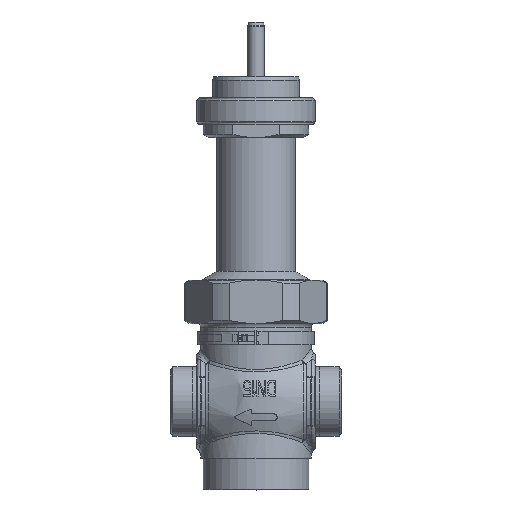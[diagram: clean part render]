
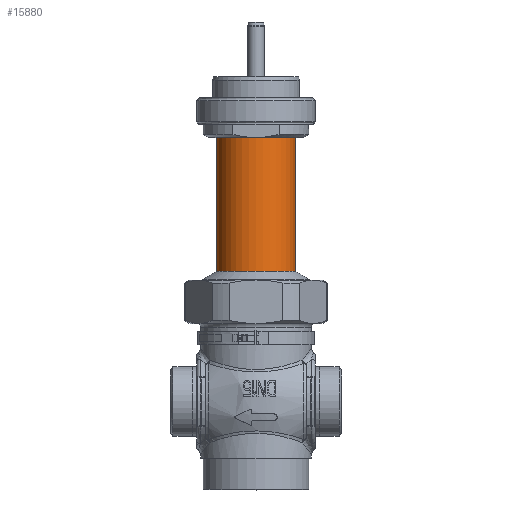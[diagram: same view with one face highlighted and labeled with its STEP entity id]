
A CAD part, top view. The second image highlights one B-rep face of the part: STEP entity #15880.
In plain terms, the highlighted cylindrical face has radius 15 mm (diameter 30 mm), a partial arc.
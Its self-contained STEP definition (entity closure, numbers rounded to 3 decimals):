
#15052=CARTESIAN_POINT('',(0.,9.155,0.));
#15053=DIRECTION('',(0.,-1.,0.));
#15054=DIRECTION('',(1.,0.,0.));
#15055=AXIS2_PLACEMENT_3D('',#15052,#15053,#15054);
#15057=DIRECTION('',(0.,1.,0.));
#15058=VECTOR('',#15057,52.093);
#15059=CARTESIAN_POINT('',(15.,9.155,0.));
#15060=LINE('',#15059,#15058);
#15061=DIRECTION('',(0.,1.,0.));
#15062=VECTOR('',#15061,52.093);
#15063=CARTESIAN_POINT('',(-15.,9.155,0.));
#15064=LINE('',#15063,#15062);
#15111=CARTESIAN_POINT('',(0.,61.247,0.));
#15112=DIRECTION('',(0.,-1.,0.));
#15113=DIRECTION('',(1.,0.,0.));
#15114=AXIS2_PLACEMENT_3D('',#15111,#15112,#15113);
#15605=CARTESIAN_POINT('',(15.,9.155,0.));
#15607=VERTEX_POINT('',#15605);
#15608=CARTESIAN_POINT('',(15.,61.247,0.));
#15609=VERTEX_POINT('',#15608);
#15611=CARTESIAN_POINT('',(-15.,9.155,0.));
#15613=VERTEX_POINT('',#15611);
#15614=CARTESIAN_POINT('',(-15.,61.247,0.));
#15615=VERTEX_POINT('',#15614);
#15866=CARTESIAN_POINT('',(0.,73.5,0.));
#15867=DIRECTION('',(0.,-1.,0.));
#15868=DIRECTION('',(-1.,0.,0.));
#15869=AXIS2_PLACEMENT_3D('',#15866,#15867,#15868);
#15870=CYLINDRICAL_SURFACE('',#15869,15.);
#15872=ORIENTED_EDGE('',*,*,#15871,.F.);
#15873=ORIENTED_EDGE('',*,*,#15861,.T.);
#15875=ORIENTED_EDGE('',*,*,#15874,.T.);
#15877=ORIENTED_EDGE('',*,*,#15876,.F.);
#15878=EDGE_LOOP('',(#15872,#15873,#15875,#15877));
#15879=FACE_OUTER_BOUND('',#15878,.F.);
#15880=ADVANCED_FACE('',(#15879),#15870,.T.);
#15056=CIRCLE('',#15055,15.);
#15115=CIRCLE('',#15114,15.);
#15861=EDGE_CURVE('',#15607,#15613,#15056,.T.);
#15871=EDGE_CURVE('',#15607,#15609,#15060,.T.);
#15874=EDGE_CURVE('',#15613,#15615,#15064,.T.);
#15876=EDGE_CURVE('',#15609,#15615,#15115,.T.);
